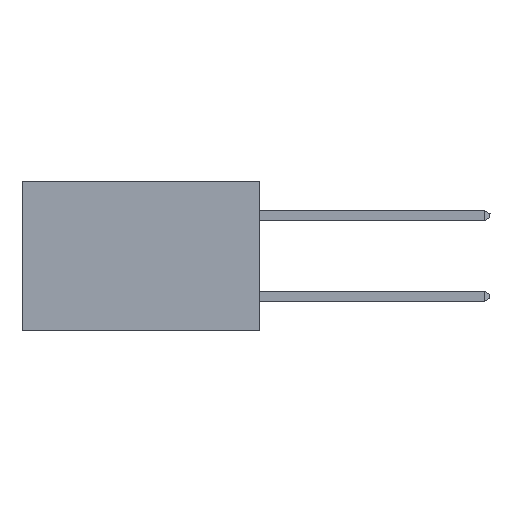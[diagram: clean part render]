
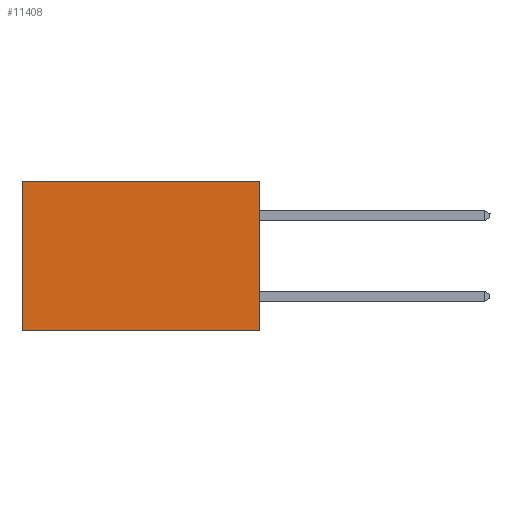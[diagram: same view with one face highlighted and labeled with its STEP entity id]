
A CAD part, left-side view. The second image highlights one B-rep face of the part: STEP entity #11408.
In plain terms, the highlighted planar face has unit normal (-1, 0, 0).
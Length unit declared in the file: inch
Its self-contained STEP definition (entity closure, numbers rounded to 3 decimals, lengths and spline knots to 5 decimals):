
#204 = VERTEX_POINT ( 'NONE', #14046 ) ;
#918 = VECTOR ( 'NONE', #3000, 39.37008 ) ;
#1868 = DIRECTION ( 'NONE',  ( 0., 0., -1. ) ) ;
#1875 = DIRECTION ( 'NONE',  ( 1., 0., 0. ) ) ;
#1893 = PLANE ( 'NONE',  #9354 ) ;
#2010 = CARTESIAN_POINT ( 'NONE',  ( 0.277, 0., -0.37 ) ) ;
#2362 = EDGE_LOOP ( 'NONE', ( #9250, #6648, #8968, #11881 ) ) ;
#2588 = DIRECTION ( 'NONE',  ( 0., 0., -1. ) ) ;
#2695 = CARTESIAN_POINT ( 'NONE',  ( 0.277, 0., -0.37 ) ) ;
#2981 = CARTESIAN_POINT ( 'NONE',  ( 0.277, 0.59, -0.37 ) ) ;
#3000 = DIRECTION ( 'NONE',  ( 0., 0., -1. ) ) ;
#4921 = LINE ( 'NONE', #8669, #7891 ) ;
#5556 = VECTOR ( 'NONE', #2588, 39.37008 ) ;
#6648 = ORIENTED_EDGE ( 'NONE', *, *, #8603, .F. ) ;
#7880 = EDGE_CURVE ( 'NONE', #9435, #204, #8853, .T. ) ;
#7891 = VECTOR ( 'NONE', #8917, 39.37008 ) ;
#8544 = FACE_OUTER_BOUND ( 'NONE', #2362, .T. ) ;
#8603 = EDGE_CURVE ( 'NONE', #204, #14302, #4921, .T. ) ;
#8669 = CARTESIAN_POINT ( 'NONE',  ( 0.277, 0., -0.37 ) ) ;
#8853 = LINE ( 'NONE', #2695, #5556 ) ;
#8917 = DIRECTION ( 'NONE',  ( 0., 1., 0. ) ) ;
#8968 = ORIENTED_EDGE ( 'NONE', *, *, #7880, .F. ) ;
#9248 = EDGE_CURVE ( 'NONE', #9435, #13451, #15497, .T. ) ;
#9250 = ORIENTED_EDGE ( 'NONE', *, *, #11291, .T. ) ;
#9354 = AXIS2_PLACEMENT_3D ( 'NONE', #2010, #1875, #1868 ) ;
#9435 = VERTEX_POINT ( 'NONE', #14510 ) ;
#10107 = LINE ( 'NONE', #2981, #918 ) ;
#10368 = CARTESIAN_POINT ( 'NONE',  ( 0.277, 0.59, -0.37 ) ) ;
#11291 = EDGE_CURVE ( 'NONE', #13451, #14302, #10107, .T. ) ;
#11408 = ADVANCED_FACE ( 'NONE', ( #8544 ), #1893, .F. ) ;
#11881 = ORIENTED_EDGE ( 'NONE', *, *, #9248, .T. ) ;
#12310 = CARTESIAN_POINT ( 'NONE',  ( 0.277, 0.59, 0. ) ) ;
#13451 = VERTEX_POINT ( 'NONE', #12310 ) ;
#14046 = CARTESIAN_POINT ( 'NONE',  ( 0.277, 0., -0.37 ) ) ;
#14302 = VERTEX_POINT ( 'NONE', #10368 ) ;
#14510 = CARTESIAN_POINT ( 'NONE',  ( 0.277, 0., 0. ) ) ;
#15134 = VECTOR ( 'NONE', #15531, 39.37008 ) ;
#15497 = LINE ( 'NONE', #15566, #15134 ) ;
#15531 = DIRECTION ( 'NONE',  ( 0., 1., 0. ) ) ;
#15566 = CARTESIAN_POINT ( 'NONE',  ( 0.277, 0., 0. ) ) ;
